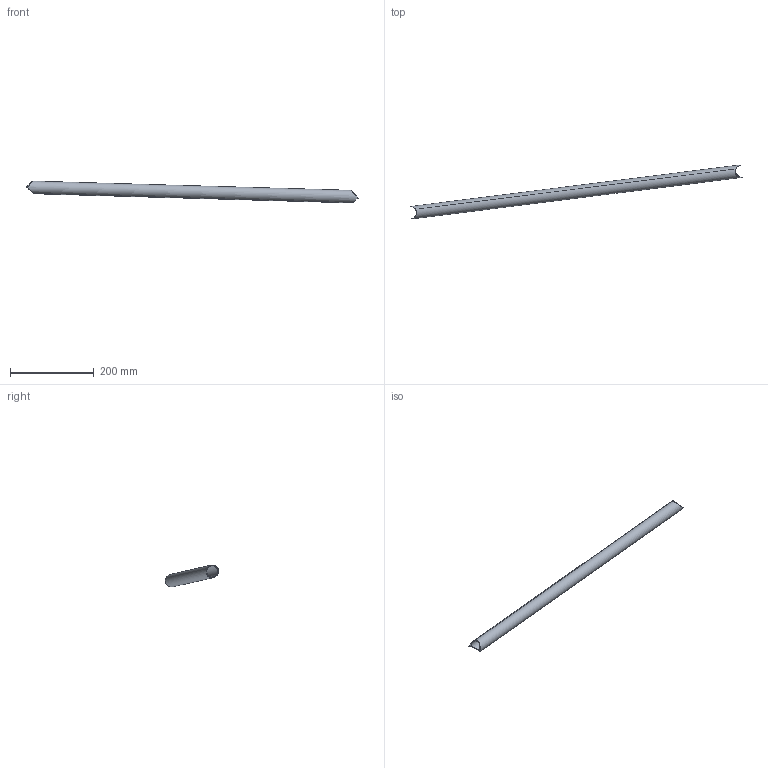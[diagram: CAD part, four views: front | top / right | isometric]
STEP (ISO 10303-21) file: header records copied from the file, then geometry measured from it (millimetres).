
FILE_DESCRIPTION(('STEP AP214'),'1');
FILE_NAME('24.stp','2018-12-06T12:34:26',(' '),(' '),'Spatial InterOp 3D',' ',' ');
FILE_SCHEMA(('automotive_design'));
Length unit declared in the file: metre
Products named in the file (1): Corps1
Bounding box: 794.88 x 129.14 x 52.04 mm (x, y, z)
Volume: 104267.8 mm3; surface area: 139603.5 mm2
Topology: 1 solids, 1 shells, 8 faces, 24 edges, 18 vertices
Faces by surface type: cylinder 4, bspline 4
Entity records: 944 total; most frequent: CARTESIAN_POINT 676, ORIENTED_EDGE 48, EDGE_CURVE 24, DIRECTION 18, VERTEX_POINT 18, B_SPLINE_CURVE_WITH_KNOTS 18, EDGE_LOOP 10, STYLED_ITEM 9
